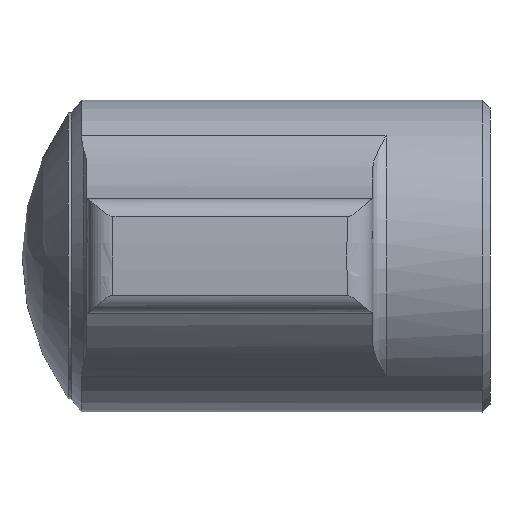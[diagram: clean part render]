
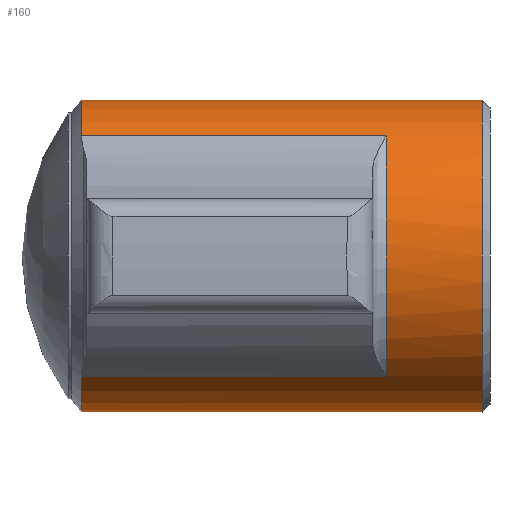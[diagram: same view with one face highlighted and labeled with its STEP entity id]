
A CAD part, left-side view. The second image highlights one B-rep face of the part: STEP entity #160.
In plain terms, the highlighted cylindrical face has radius 6 mm (diameter 12 mm), a full revolution.
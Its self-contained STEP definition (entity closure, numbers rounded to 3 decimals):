
#160 = ADVANCED_FACE( '', ( #335, #336 ), #337, .T. );
#335 = FACE_OUTER_BOUND( '', #504, .T. );
#336 = FACE_OUTER_BOUND( '', #505, .T. );
#337 = CYLINDRICAL_SURFACE( '', #506, 6. );
#504 = EDGE_LOOP( '', ( #877 ) );
#505 = EDGE_LOOP( '', ( #878, #879, #880, #881 ) );
#506 = AXIS2_PLACEMENT_3D( '', #882, #883, #884 );
#877 = ORIENTED_EDGE( '', *, *, #903, .T. );
#878 = ORIENTED_EDGE( '', *, *, #1011, .F. );
#879 = ORIENTED_EDGE( '', *, *, #976, .F. );
#880 = ORIENTED_EDGE( '', *, *, #912, .T. );
#881 = ORIENTED_EDGE( '', *, *, #1005, .T. );
#882 = CARTESIAN_POINT( '', ( 0., 16.1, 0. ) );
#883 = DIRECTION( '', ( 0., -1., 0. ) );
#884 = DIRECTION( '', ( 0., 0., 1. ) );
#903 = EDGE_CURVE( '', #1059, #1059, #1060, .T. );
#912 = EDGE_CURVE( '', #1071, #1073, #1075, .T. );
#976 = EDGE_CURVE( '', #1071, #1173, #1174, .T. );
#1005 = EDGE_CURVE( '', #1073, #1208, #1210, .T. );
#1011 = EDGE_CURVE( '', #1173, #1208, #1218, .T. );
#1059 = VERTEX_POINT( '', #1274 );
#1060 = CIRCLE( '', #1275, 6. );
#1071 = VERTEX_POINT( '', #1292 );
#1073 = VERTEX_POINT( '', #1297 );
#1075 = CIRCLE( '', #1302, 6. );
#1173 = VERTEX_POINT( '', #1459 );
#1174 = LINE( '', #1460, #1461 );
#1208 = VERTEX_POINT( '', #1522 );
#1210 = LINE( '', #1533, #1534 );
#1218 = CIRCLE( '', #1543, 6. );
#1274 = CARTESIAN_POINT( '', ( 0., 0.3, 6. ) );
#1275 = AXIS2_PLACEMENT_3D( '', #1593, #1594, #1595 );
#1292 = CARTESIAN_POINT( '', ( -3.832, 15.708, -4.617 ) );
#1297 = CARTESIAN_POINT( '', ( -3.832, 15.708, 4.617 ) );
#1302 = AXIS2_PLACEMENT_3D( '', #1602, #1603, #1604 );
#1459 = CARTESIAN_POINT( '', ( -3.832, 4., -4.617 ) );
#1460 = CARTESIAN_POINT( '', ( -3.832, 21.1, -4.617 ) );
#1461 = VECTOR( '', #1685, 1000. );
#1522 = CARTESIAN_POINT( '', ( -3.832, 4., 4.617 ) );
#1533 = CARTESIAN_POINT( '', ( -3.832, 21.1, 4.617 ) );
#1534 = VECTOR( '', #1713, 1000. );
#1543 = AXIS2_PLACEMENT_3D( '', #1721, #1722, #1723 );
#1593 = CARTESIAN_POINT( '', ( 0., 0.3, 0. ) );
#1594 = DIRECTION( '', ( 0., 1., 0. ) );
#1595 = DIRECTION( '', ( 0., 0., 1. ) );
#1602 = CARTESIAN_POINT( '', ( 0., 15.708, 0. ) );
#1603 = DIRECTION( '', ( 0., -1., 0. ) );
#1604 = DIRECTION( '', ( 0., 0., -1. ) );
#1685 = DIRECTION( '', ( 0., -1., 0. ) );
#1713 = DIRECTION( '', ( 0., -1., 0. ) );
#1721 = CARTESIAN_POINT( '', ( 0., 4., 0. ) );
#1722 = DIRECTION( '', ( 0., 1., 0. ) );
#1723 = DIRECTION( '', ( 0., 0., 1. ) );
